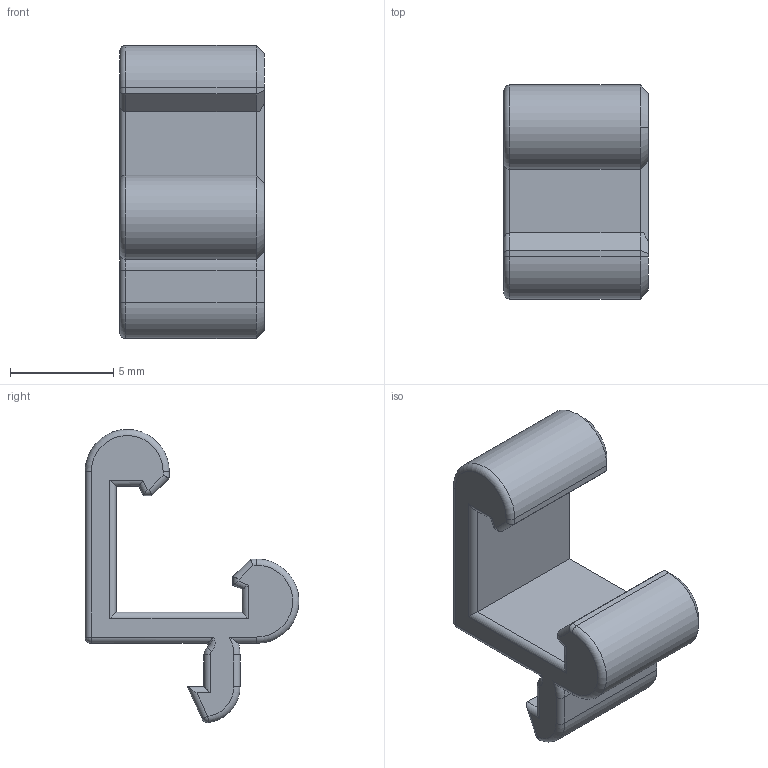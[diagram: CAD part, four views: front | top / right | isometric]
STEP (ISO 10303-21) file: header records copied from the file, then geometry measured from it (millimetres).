
FILE_DESCRIPTION (( 'STEP AP214' ), '1' );
FILE_NAME ('2mm_panel_clip_for_1515_4_5mm_undersized.STEP', '2021-09-23T09:01:33', ( '' ), ( '' ), 'SwSTEP 2.0', 'SolidWorks 2021', '' );
FILE_SCHEMA (( 'AUTOMOTIVE_DESIGN' ));
Length unit declared in the file: millimetre
Products named in the file (1): 2mm_panel_clip_for_1515_4_5mm_undersized
Bounding box: 7 x 10.35 x 14.19 mm (x, y, z)
Volume: 320.6 mm3; surface area: 469.7 mm2
Topology: 1 solids, 1 shells, 83 faces, 197 edges, 113 vertices
Faces by surface type: plane 38, cylinder 29, cone 7, torus 6, sphere 2, bspline 1
Entity records: 2402 total; most frequent: CARTESIAN_POINT 534, ORIENTED_EDGE 388, DIRECTION 376, EDGE_CURVE 194, VECTOR 126, LINE 126, AXIS2_PLACEMENT_3D 125, VERTEX_POINT 113
